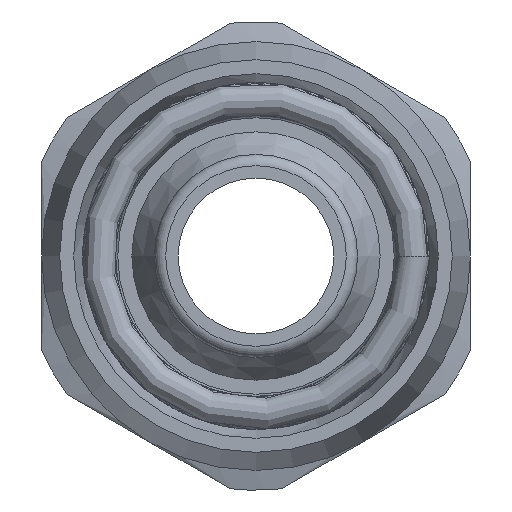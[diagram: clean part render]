
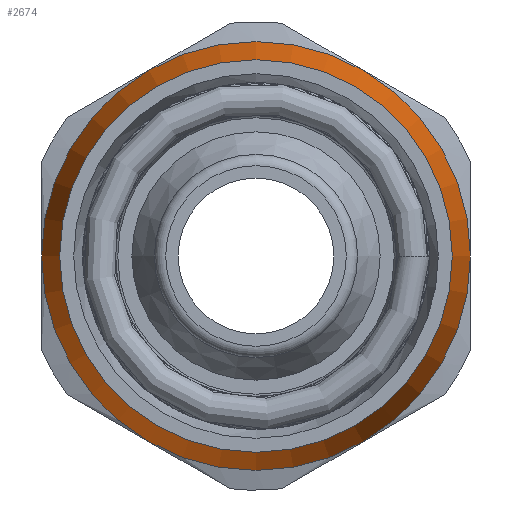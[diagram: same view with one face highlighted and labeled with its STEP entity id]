
A CAD part, left-side view. The second image highlights one B-rep face of the part: STEP entity #2674.
In plain terms, the highlighted conical face has half-angle 15 degrees and reference radius 9.098 mm.
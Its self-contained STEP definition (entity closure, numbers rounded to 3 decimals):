
#2640=CARTESIAN_POINT('',(0.0,8.696,0.0));
#2641=VERTEX_POINT('',#2640);
#2642=CARTESIAN_POINT('',(0.0,0.0,0.0));
#2643=DIRECTION('',(1.0,0.0,0.0));
#2644=DIRECTION('',(0.0,1.0,0.0));
#2645=AXIS2_PLACEMENT_3D('',#2642,#2643,#2644);
#2646=CIRCLE('',#2645,8.696);
#2647=EDGE_CURVE('',#2641,#2641,#2646,.T.);
#2655=CARTESIAN_POINT('',(1.5,0.0,0.0));
#2656=DIRECTION('',(1.0,0.0,0.0));
#2657=DIRECTION('',(0.0,1.0,0.0));
#2658=AXIS2_PLACEMENT_3D('',#2655,#2656,#2657);
#2659=CONICAL_SURFACE('',#2658,9.098,15.);
#2660=CARTESIAN_POINT('',(3.,9.5,0.0));
#2661=VERTEX_POINT('',#2660);
#2662=CARTESIAN_POINT('',(3.,0.0,0.0));
#2663=DIRECTION('',(1.0,0.0,0.0));
#2664=DIRECTION('',(0.0,1.0,0.0));
#2665=AXIS2_PLACEMENT_3D('',#2662,#2663,#2664);
#2666=CIRCLE('',#2665,9.5);
#2667=EDGE_CURVE('',#2661,#2661,#2666,.T.);
#2668=ORIENTED_EDGE('',*,*,#2667,.F.);
#2669=EDGE_LOOP('',(#2668));
#2670=FACE_OUTER_BOUND('',#2669,.T.);
#2671=ORIENTED_EDGE('',*,*,#2647,.T.);
#2672=EDGE_LOOP('',(#2671));
#2673=FACE_BOUND('',#2672,.T.);
#2674=ADVANCED_FACE('',(#2670,#2673),#2659,.T.);
